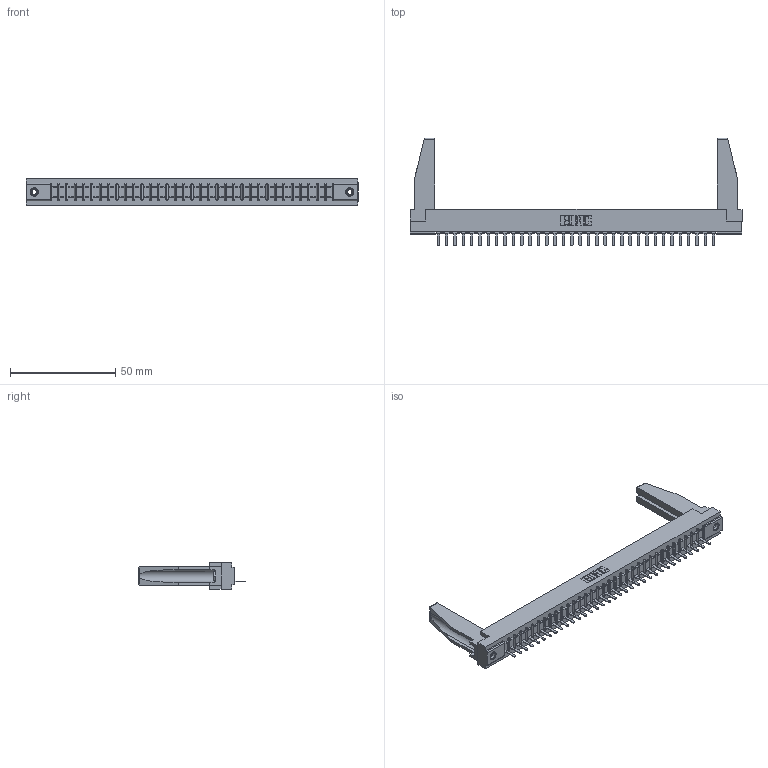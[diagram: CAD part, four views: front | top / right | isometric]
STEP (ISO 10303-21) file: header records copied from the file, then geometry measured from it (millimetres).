
FILE_DESCRIPTION (( 'STEP AP203' ), '1' );
FILE_NAME ('307-034-521-178.STEP', '2019-09-05T06:30:57', ( '' ), ( '' ), 'SwSTEP 2.0', 'SolidWorks 2016', '' );
FILE_SCHEMA (( 'CONFIG_CONTROL_DESIGN' ));
Length unit declared in the file: inch
Products named in the file (5): 307 Part_.156 Dia Mounting Holes; 345-250-001_345-250-001-102; 307-290-002_521; 307-220-078; 307-034-521-178
Assembly tree (39 placements, depth 2):
  307-034-521-178
    307 Part_.156 Dia Mounting Holes
    307-290-002_521  x34
    307-220-078  x2
    345-250-001_345-250-001-102  x2
Bounding box: 157.73 x 51.13 x 12.7 mm (x, y, z)
Volume: 20815.2 mm3; surface area: 24807 mm2
Topology: 39 solids, 39 shells, 2799 faces, 8541 edges, 5590 vertices
Faces by surface type: plane 1684, cylinder 1029, sphere 70, cone 12, torus 4
Entity records: 33291 total; most frequent: CARTESIAN_POINT 5614, ORIENTED_EDGE 5560, DIRECTION 5414, EDGE_CURVE 2780, VECTOR 2130, LINE 2130, VERTEX_POINT 1800, AXIS2_PLACEMENT_3D 1642
